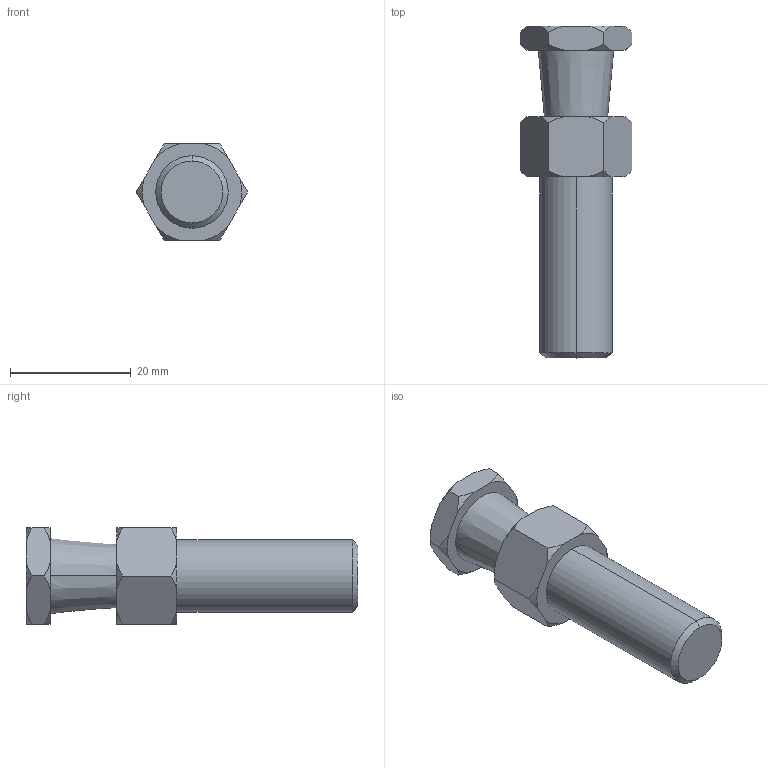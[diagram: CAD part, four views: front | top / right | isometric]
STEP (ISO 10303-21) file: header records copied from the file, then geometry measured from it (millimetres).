
FILE_DESCRIPTION (( 'STEP AP203' ), '1' );
FILE_NAME ('G1168.STEP', '2018-09-26T08:16:28', ( '' ), ( '' ), 'SwSTEP 2.0', 'SolidWorks 2016', '' );
FILE_SCHEMA (( 'CONFIG_CONTROL_DESIGN' ));
Length unit declared in the file: millimetre
Products named in the file (1): G1168
Bounding box: 18.48 x 55 x 16 mm (x, y, z)
Volume: 7613.1 mm3; surface area: 2927.3 mm2
Topology: 1 solids, 1 shells, 47 faces, 124 edges, 82 vertices
Faces by surface type: cone 28, plane 17, cylinder 2
Entity records: 1693 total; most frequent: CARTESIAN_POINT 510, ORIENTED_EDGE 248, DIRECTION 206, EDGE_CURVE 124, AXIS2_PLACEMENT_3D 82, VERTEX_POINT 82, EDGE_LOOP 50, B_SPLINE_CURVE_WITH_KNOTS 48
